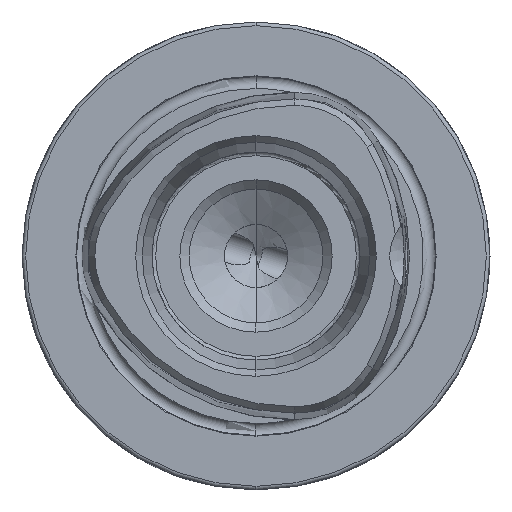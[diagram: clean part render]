
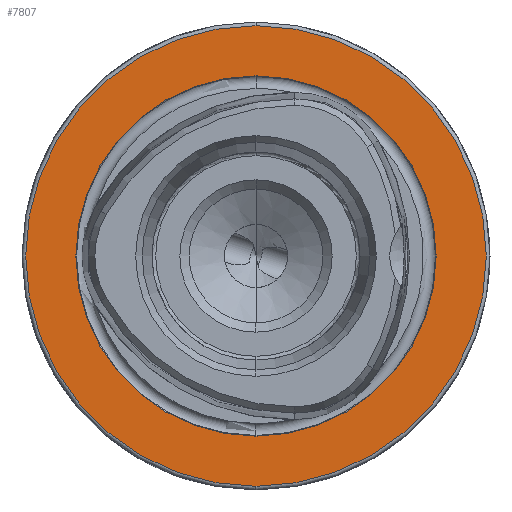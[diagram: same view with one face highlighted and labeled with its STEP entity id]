
A CAD part, left-side view. The second image highlights one B-rep face of the part: STEP entity #7807.
In plain terms, the highlighted planar face has unit normal (-1, 0, 0).
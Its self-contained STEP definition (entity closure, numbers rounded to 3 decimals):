
#372 = DIRECTION ( 'NONE',  ( -1., 0., 0. ) ) ;
#556 = VERTEX_POINT ( 'NONE', #1945 ) ;
#585 = CIRCLE ( 'NONE', #1536, 31. ) ;
#677 = CIRCLE ( 'NONE', #4660, 31. ) ;
#695 = CARTESIAN_POINT ( 'NONE',  ( 0., 0., 0. ) ) ;
#720 = CARTESIAN_POINT ( 'NONE',  ( 0., 0., 0. ) ) ;
#817 = DIRECTION ( 'NONE',  ( 0., 0., -1. ) ) ;
#1265 = EDGE_LOOP ( 'NONE', ( #2210, #1559 ) ) ;
#1536 = AXIS2_PLACEMENT_3D ( 'NONE', #6437, #372, #4251 ) ;
#1559 = ORIENTED_EDGE ( 'NONE', *, *, #8934, .F. ) ;
#1945 = CARTESIAN_POINT ( 'NONE',  ( 0., 0., 24.25 ) ) ;
#1974 = DIRECTION ( 'NONE',  ( 0., 0., 1. ) ) ;
#2143 = DIRECTION ( 'NONE',  ( 0., 0., 1. ) ) ;
#2210 = ORIENTED_EDGE ( 'NONE', *, *, #6051, .F. ) ;
#2932 = DIRECTION ( 'NONE',  ( -1., 0., 0. ) ) ;
#3138 = ORIENTED_EDGE ( 'NONE', *, *, #5816, .T. ) ;
#3319 = CIRCLE ( 'NONE', #9757, 24.25 ) ;
#3577 = ORIENTED_EDGE ( 'NONE', *, *, #4341, .T. ) ;
#3644 = FACE_OUTER_BOUND ( 'NONE', #8738, .T. ) ;
#3702 = CARTESIAN_POINT ( 'NONE',  ( 0., 0., -24.25 ) ) ;
#4251 = DIRECTION ( 'NONE',  ( 0., 0., 1. ) ) ;
#4341 = EDGE_CURVE ( 'NONE', #7089, #7804, #585, .T. ) ;
#4620 = PLANE ( 'NONE',  #9768 ) ;
#4660 = AXIS2_PLACEMENT_3D ( 'NONE', #695, #5365, #5332 ) ;
#5150 = VERTEX_POINT ( 'NONE', #3702 ) ;
#5332 = DIRECTION ( 'NONE',  ( 0., 0., 1. ) ) ;
#5365 = DIRECTION ( 'NONE',  ( -1., 0., 0. ) ) ;
#5816 = EDGE_CURVE ( 'NONE', #7804, #7089, #677, .T. ) ;
#6042 = CARTESIAN_POINT ( 'NONE',  ( 0., 24.25, 0. ) ) ;
#6051 = EDGE_CURVE ( 'NONE', #556, #5150, #3319, .T. ) ;
#6437 = CARTESIAN_POINT ( 'NONE',  ( 0., 0., 0. ) ) ;
#7078 = CIRCLE ( 'NONE', #8146, 24.25 ) ;
#7089 = VERTEX_POINT ( 'NONE', #9672 ) ;
#7406 = CARTESIAN_POINT ( 'NONE',  ( 0., 0., 0. ) ) ;
#7462 = FACE_BOUND ( 'NONE', #1265, .T. ) ;
#7609 = CARTESIAN_POINT ( 'NONE',  ( 0., 0., 31. ) ) ;
#7804 = VERTEX_POINT ( 'NONE', #7609 ) ;
#7807 = ADVANCED_FACE ( 'NONE', ( #7462, #3644 ), #4620, .F. ) ;
#8146 = AXIS2_PLACEMENT_3D ( 'NONE', #720, #2932, #2143 ) ;
#8185 = DIRECTION ( 'NONE',  ( -1., 0., 0. ) ) ;
#8738 = EDGE_LOOP ( 'NONE', ( #3138, #3577 ) ) ;
#8934 = EDGE_CURVE ( 'NONE', #5150, #556, #7078, .T. ) ;
#9183 = DIRECTION ( 'NONE',  ( 1., 0., 0. ) ) ;
#9672 = CARTESIAN_POINT ( 'NONE',  ( 0., 0., -31. ) ) ;
#9757 = AXIS2_PLACEMENT_3D ( 'NONE', #7406, #8185, #1974 ) ;
#9768 = AXIS2_PLACEMENT_3D ( 'NONE', #6042, #9183, #817 ) ;
